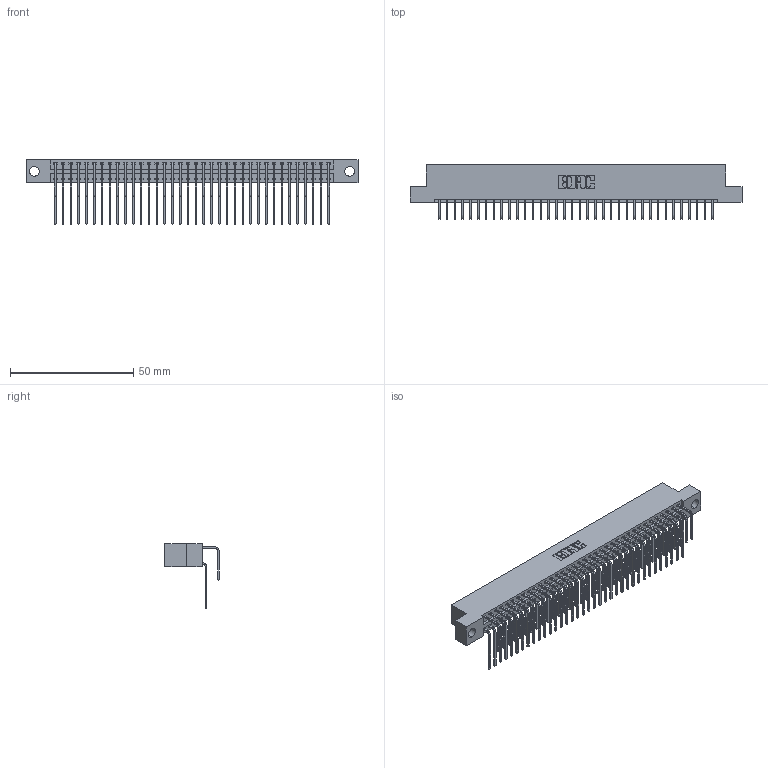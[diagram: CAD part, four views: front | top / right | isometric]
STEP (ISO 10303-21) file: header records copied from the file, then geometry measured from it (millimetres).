
FILE_DESCRIPTION (( 'STEP AP203' ), '1' );
FILE_NAME ('346-072-558-204.STEP', '2022-05-25T00:45:49', ( '' ), ( '' ), 'SwSTEP 2.0', 'SolidWorks 2020', '' );
FILE_SCHEMA (( 'CONFIG_CONTROL_DESIGN' ));
Length unit declared in the file: inch
Products named in the file (4): 345-292-001_558 Tail - 2; 346 Part_Flush Mounting Lugs - 0.156 Dia-TH; 345-292-001_558 559 Tail - 1; 346-072-558-204
Assembly tree (73 placements, depth 2):
  346-072-558-204
    346 Part_Flush Mounting Lugs - 0.156 Dia-TH
    345-292-001_558 559 Tail - 1  x36
    345-292-001_558 Tail - 2  x36
Bounding box: 134.87 x 22.16 x 26.16 mm (x, y, z)
Volume: 13414.7 mm3; surface area: 20185.6 mm2
Topology: 73 solids, 73 shells, 4024 faces, 11957 edges, 7874 vertices
Faces by surface type: plane 2754, cylinder 1270
Entity records: 26505 total; most frequent: CARTESIAN_POINT 4433, ORIENTED_EDGE 4314, DIRECTION 3929, EDGE_CURVE 2157, VECTOR 1841, LINE 1841, VERTEX_POINT 1434, AXIS2_PLACEMENT_3D 1044
